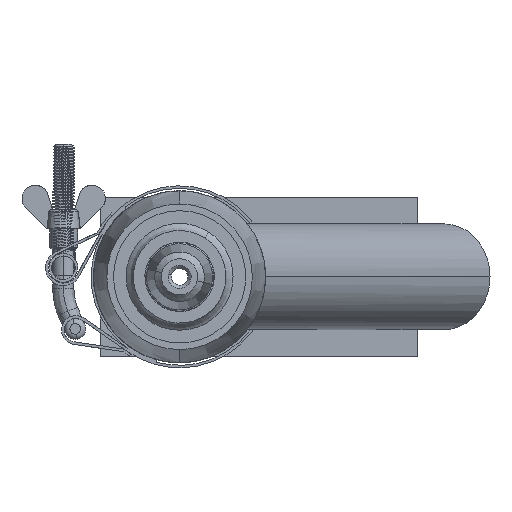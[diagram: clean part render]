
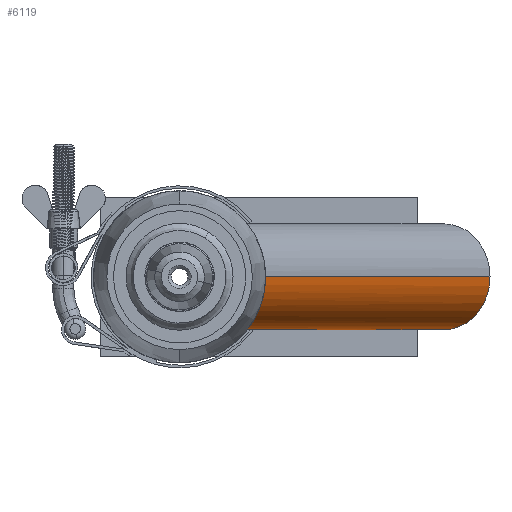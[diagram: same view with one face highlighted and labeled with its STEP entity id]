
A CAD part, front view. The second image highlights one B-rep face of the part: STEP entity #6119.
In plain terms, the highlighted cylindrical face has radius 12.7 mm (diameter 25.4 mm), a partial arc.
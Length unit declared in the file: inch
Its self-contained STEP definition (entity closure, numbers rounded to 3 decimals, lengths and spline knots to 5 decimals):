
#214 = AXIS2_PLACEMENT_3D ( 'NONE', #22257, #24345, #7870 ) ;
#1114 = CARTESIAN_POINT ( 'NONE',  ( -0.10311, -6.25507, -0.16119 ) ) ;
#1200 = CARTESIAN_POINT ( 'NONE',  ( -0.18655, -6.09693, -0.52031 ) ) ;
#1297 = CARTESIAN_POINT ( 'NONE',  ( -0.27295, -5.6689, -0.65833 ) ) ;
#1379 = CARTESIAN_POINT ( 'NONE',  ( -0.20431, -4.81045, -0.55416 ) ) ;
#1466 = CARTESIAN_POINT ( 'NONE',  ( -0.11203, -4.29975, -0.28173 ) ) ;
#3235 = VERTEX_POINT ( 'NONE', #26302 ) ;
#3239 = CARTESIAN_POINT ( 'NONE',  ( -0.10434, -6.25322, -0.21286 ) ) ;
#3319 = CARTESIAN_POINT ( 'NONE',  ( -0.20543, -6.04633, -0.55597 ) ) ;
#3333 = EDGE_LOOP ( 'NONE', ( #12071, #6148, #5625, #3551 ) ) ;
#3405 = CARTESIAN_POINT ( 'NONE',  ( -0.27535, -5.51469, -0.66142 ) ) ;
#3485 = CARTESIAN_POINT ( 'NONE',  ( -0.18034, -4.66582, -0.50741 ) ) ;
#3551 = ORIENTED_EDGE ( 'NONE', *, *, #14133, .F. ) ;
#3582 = CARTESIAN_POINT ( 'NONE',  ( -0.10778, -4.27838, -0.24895 ) ) ;
#4684 = EDGE_CURVE ( 'NONE', #10972, #20941, #17187, .T. ) ;
#5346 = CARTESIAN_POINT ( 'NONE',  ( -0.11293, -6.23992, -0.28952 ) ) ;
#5423 = CARTESIAN_POINT ( 'NONE',  ( -0.21608, -6.01376, -0.57455 ) ) ;
#5512 = CARTESIAN_POINT ( 'NONE',  ( -0.2717, -5.41146, -0.65671 ) ) ;
#5601 = CARTESIAN_POINT ( 'NONE',  ( -0.15931, -4.54771, -0.45833 ) ) ;
#5625 = ORIENTED_EDGE ( 'NONE', *, *, #11911, .T. ) ;
#5683 = CARTESIAN_POINT ( 'NONE',  ( -0.10465, -4.26275, -0.21279 ) ) ;
#6119 = ADVANCED_FACE ( 'NONE', ( #23995 ), #10365, .T. ) ;
#6148 = ORIENTED_EDGE ( 'NONE', *, *, #26553, .T. ) ;
#7040 = CARTESIAN_POINT ( 'NONE',  ( -0.10311, -6.25507, -0.16119 ) ) ;
#7424 = CARTESIAN_POINT ( 'NONE',  ( -0.12788, -6.21547, -0.36166 ) ) ;
#7443 = CARTESIAN_POINT ( 'NONE',  ( 2.0174, -2.58223, -0.16119 ) ) ;
#7525 = CARTESIAN_POINT ( 'NONE',  ( -0.22928, -5.96815, -0.59623 ) ) ;
#7606 = CARTESIAN_POINT ( 'NONE',  ( -0.26713, -5.33431, -0.65072 ) ) ;
#7684 = CARTESIAN_POINT ( 'NONE',  ( -0.14663, -4.47905, -0.42383 ) ) ;
#7720 = CARTESIAN_POINT ( 'NONE',  ( -1.82241, -7.23298, -0.16119 ) ) ;
#7783 = CARTESIAN_POINT ( 'NONE',  ( -0.10311, -4.25507, -0.17443 ) ) ;
#7870 = DIRECTION ( 'NONE',  ( -0.866, 0.5, 0. ) ) ;
#8293 = CARTESIAN_POINT ( 'NONE',  ( -0.95638, -7.73298, -0.16119 ) ) ;
#8388 = VECTOR ( 'NONE', #24769, 39.37008 ) ;
#9490 = CARTESIAN_POINT ( 'NONE',  ( -0.14794, -6.1796, -0.42817 ) ) ;
#9572 = CARTESIAN_POINT ( 'NONE',  ( -0.24564, -5.89666, -0.62096 ) ) ;
#9679 = CARTESIAN_POINT ( 'NONE',  ( -0.25654, -5.20708, -0.63645 ) ) ;
#9680 = CARTESIAN_POINT ( 'NONE',  ( 1.58439, -2.33223, -0.16119 ) ) ;
#9772 = CARTESIAN_POINT ( 'NONE',  ( -0.13415, -4.41315, -0.38407 ) ) ;
#10365 = CYLINDRICAL_SURFACE ( 'NONE', #214, 0.5 ) ;
#10972 = VERTEX_POINT ( 'NONE', #7040 ) ;
#11572 = CARTESIAN_POINT ( 'NONE',  ( -0.16298, -6.14955, -0.46747 ) ) ;
#11658 = CARTESIAN_POINT ( 'NONE',  ( -0.25819, -5.82224, -0.63869 ) ) ;
#11742 = CARTESIAN_POINT ( 'NONE',  ( -0.23953, -5.05659, -0.61199 ) ) ;
#11743 = DIRECTION ( 'NONE',  ( -0.866, 0.5, 0. ) ) ;
#11828 = CARTESIAN_POINT ( 'NONE',  ( -0.1224, -4.35237, -0.33791 ) ) ;
#11911 = EDGE_CURVE ( 'NONE', #22007, #3235, #26295, .T. ) ;
#12071 = ORIENTED_EDGE ( 'NONE', *, *, #4684, .F. ) ;
#13686 = CARTESIAN_POINT ( 'NONE',  ( -0.17472, -6.12425, -0.49484 ) ) ;
#13767 = CARTESIAN_POINT ( 'NONE',  ( -0.26983, -5.72014, -0.65435 ) ) ;
#13847 = CARTESIAN_POINT ( 'NONE',  ( -0.21922, -4.90819, -0.58002 ) ) ;
#13932 = CARTESIAN_POINT ( 'NONE',  ( -0.11365, -4.30791, -0.29196 ) ) ;
#14133 = EDGE_CURVE ( 'NONE', #20941, #3235, #20268, .T. ) ;
#15772 = CARTESIAN_POINT ( 'NONE',  ( -0.1943, -6.07741, -0.53551 ) ) ;
#15863 = CARTESIAN_POINT ( 'NONE',  ( -0.27571, -5.56617, -0.66188 ) ) ;
#15962 = CARTESIAN_POINT ( 'NONE',  ( -0.19649, -4.76195, -0.5398 ) ) ;
#16037 = CARTESIAN_POINT ( 'NONE',  ( -0.10909, -4.28497, -0.26018 ) ) ;
#17187 = LINE ( 'NONE', #8293, #8388 ) ;
#17755 = CARTESIAN_POINT ( 'NONE',  ( -0.10929, -6.24559, -0.26446 ) ) ;
#17857 = CARTESIAN_POINT ( 'NONE',  ( -0.20905, -6.03567, -0.56241 ) ) ;
#17942 = CARTESIAN_POINT ( 'NONE',  ( -0.27286, -5.43732, -0.65821 ) ) ;
#18029 = CARTESIAN_POINT ( 'NONE',  ( -0.17201, -4.61813, -0.48938 ) ) ;
#18118 = CARTESIAN_POINT ( 'NONE',  ( -0.10556, -4.26728, -0.22532 ) ) ;
#19508 = CARTESIAN_POINT ( 'NONE',  ( -0.10311, -4.25507, -0.16119 ) ) ;
#19835 = CARTESIAN_POINT ( 'NONE',  ( -0.12221, -6.22488, -0.33807 ) ) ;
#19920 = CARTESIAN_POINT ( 'NONE',  ( -0.2195, -6.00246, -0.58027 ) ) ;
#20004 = CARTESIAN_POINT ( 'NONE',  ( -0.26884, -5.35995, -0.65297 ) ) ;
#20091 = CARTESIAN_POINT ( 'NONE',  ( -0.15507, -4.52456, -0.44736 ) ) ;
#20182 = CARTESIAN_POINT ( 'NONE',  ( -0.10344, -4.25668, -0.18741 ) ) ;
#20268 = CIRCLE ( 'NONE', #23840, 0.5 ) ;
#20772 = VECTOR ( 'NONE', #26402, 39.37008 ) ;
#20941 = VERTEX_POINT ( 'NONE', #7443 ) ;
#21924 = CARTESIAN_POINT ( 'NONE',  ( -0.14082, -6.19269, -0.40698 ) ) ;
#22003 = CARTESIAN_POINT ( 'NONE',  ( -0.23516, -5.94466, -0.6053 ) ) ;
#22007 = VERTEX_POINT ( 'NONE', #19508 ) ;
#22096 = CARTESIAN_POINT ( 'NONE',  ( -0.26133, -5.25773, -0.64297 ) ) ;
#22179 = CARTESIAN_POINT ( 'NONE',  ( -0.14242, -4.45665, -0.41126 ) ) ;
#22253 = CARTESIAN_POINT ( 'NONE',  ( -0.10311, -4.25507, -0.16119 ) ) ;
#22257 = CARTESIAN_POINT ( 'NONE',  ( -1.3894, -7.48298, -0.16119 ) ) ;
#22479 = B_SPLINE_CURVE_WITH_KNOTS ( 'NONE', 3,
 ( #1114, #23819, #3239, #17755, #5346, #19835, #7424, #21924, #9490, #24007, #11572, #26089, #13686, #1200, #15772, #3319, #17857, #5423, #19920, #7525, #22003, #9572, #24091, #11658, #26176, #13767, #1297, #15863, #3405, #17942, #5512, #20004, #7606, #22096, #9679, #24166, #11742, #26276, #13847, #1379, #15962, #3485, #18029, #5601, #20091, #7684, #22179, #9772, #24249, #11828, #26369, #13932, #1466, #16037, #3582, #18118, #5683, #20182, #7783, #22253 ),
 .UNSPECIFIED., .F., .F.,
 ( 4, 2, 2, 2, 2, 2, 2, 2, 2, 2, 2, 2, 2, 2, 2, 2, 2, 2, 2, 2, 2, 2, 2, 2, 2, 2, 2, 2, 2, 4 ),
 ( 0.06331, 0.06529, 0.06727, 0.06925, 0.07123, 0.07222, 0.07321, 0.07519, 0.07618, 0.07717, 0.07916, 0.08114, 0.08312, 0.08708, 0.09104, 0.09302, 0.095, 0.09896, 0.10293, 0.10689, 0.11085, 0.11481, 0.11679, 0.11877, 0.12075, 0.12273, 0.12372, 0.12471, 0.1257, 0.1267 ),
 .UNSPECIFIED. ) ;
#23819 = CARTESIAN_POINT ( 'NONE',  ( -0.10311, -6.25507, -0.18704 ) ) ;
#23840 = AXIS2_PLACEMENT_3D ( 'NONE', #9680, #24168, #11743 ) ;
#23995 = FACE_OUTER_BOUND ( 'NONE', #3333, .T. ) ;
#24007 = CARTESIAN_POINT ( 'NONE',  ( -0.15915, -6.15739, -0.4579 ) ) ;
#24091 = CARTESIAN_POINT ( 'NONE',  ( -0.25024, -5.87214, -0.62754 ) ) ;
#24166 = CARTESIAN_POINT ( 'NONE',  ( -0.24564, -5.10652, -0.62096 ) ) ;
#24168 = DIRECTION ( 'NONE',  ( 0.5, 0.866, 0. ) ) ;
#24249 = CARTESIAN_POINT ( 'NONE',  ( -0.13012, -4.39216, -0.36956 ) ) ;
#24345 = DIRECTION ( 'NONE',  ( 0.5, 0.866, 0. ) ) ;
#24769 = DIRECTION ( 'NONE',  ( 0.5, 0.866, 0. ) ) ;
#26089 = CARTESIAN_POINT ( 'NONE',  ( -0.17076, -6.133, -0.48592 ) ) ;
#26176 = CARTESIAN_POINT ( 'NONE',  ( -0.26156, -5.79673, -0.64326 ) ) ;
#26276 = CARTESIAN_POINT ( 'NONE',  ( -0.22632, -4.95743, -0.59152 ) ) ;
#26295 = LINE ( 'NONE', #7720, #20772 ) ;
#26302 = CARTESIAN_POINT ( 'NONE',  ( 1.15137, -2.08223, -0.16119 ) ) ;
#26369 = CARTESIAN_POINT ( 'NONE',  ( -0.1187, -4.33354, -0.3208 ) ) ;
#26402 = DIRECTION ( 'NONE',  ( 0.5, 0.866, 0. ) ) ;
#26553 = EDGE_CURVE ( 'NONE', #10972, #22007, #22479, .T. ) ;
